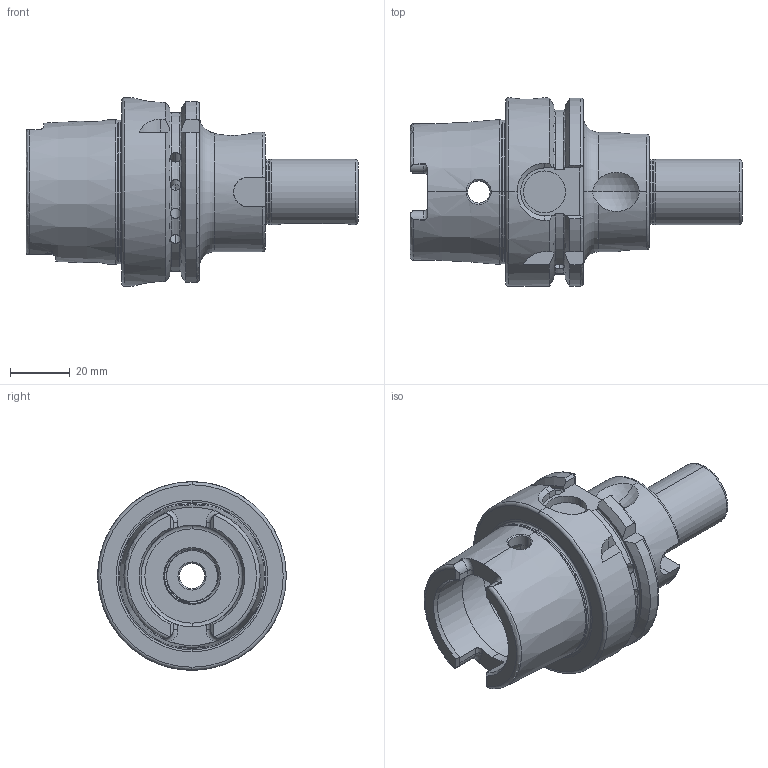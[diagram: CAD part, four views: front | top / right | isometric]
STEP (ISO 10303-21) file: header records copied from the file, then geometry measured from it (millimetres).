
FILE_DESCRIPTION (( 'STEP AP203' ), '1' );
FILE_NAME ('A63.10.22.STEP', '2016-10-12T06:50:34', ( '' ), ( '' ), 'SwSTEP 2.0', 'SolidWorks 2012', '' );
FILE_SCHEMA (( 'CONFIG_CONTROL_DESIGN' ));
Length unit declared in the file: millimetre
Products named in the file (1): A63.10.22
Bounding box: 111 x 63 x 63 mm (x, y, z)
Volume: 114208.4 mm3; surface area: 30375.8 mm2
Topology: 1 solids, 1 shells, 278 faces, 750 edges, 468 vertices
Faces by surface type: cylinder 113, plane 70, torus 40, cone 37, bspline 16, sphere 2
Entity records: 20154 total; most frequent: CARTESIAN_POINT 13695, ORIENTED_EDGE 1480, DIRECTION 1196, EDGE_CURVE 740, AXIS2_PLACEMENT_3D 471, VERTEX_POINT 468, EDGE_LOOP 288, FACE_OUTER_BOUND 278
